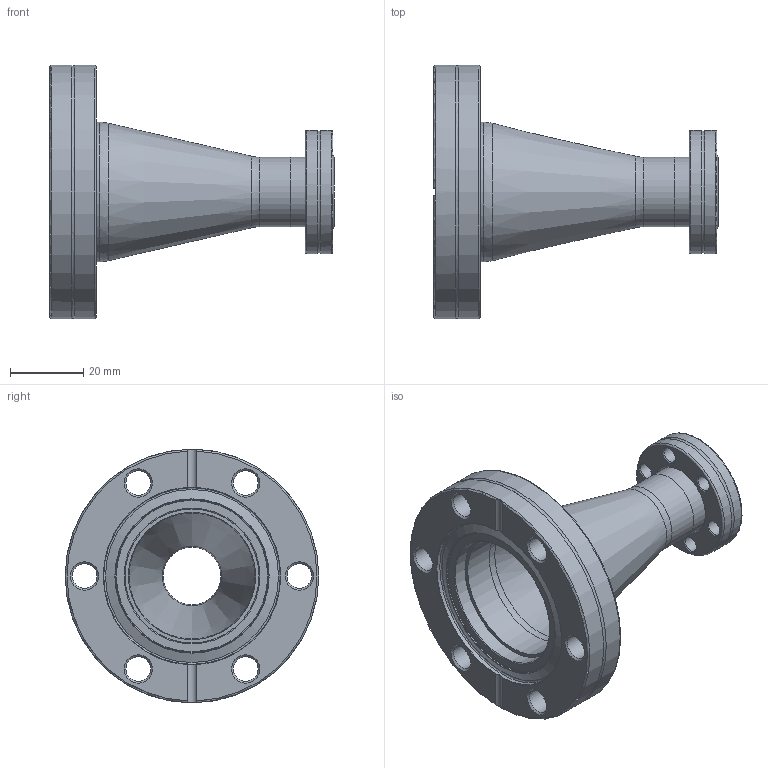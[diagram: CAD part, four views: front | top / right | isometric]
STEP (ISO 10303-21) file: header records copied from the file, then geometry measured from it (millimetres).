
FILE_DESCRIPTION (( 'STEP AP214' ), '1' );
FILE_NAME ('RC1CF4016RFULLVAC.STEP', '2025-01-15T16:34:27', ( '' ), ( '' ), 'SwSTEP 2.0', 'SolidWorks 2017', '' );
FILE_SCHEMA (( 'AUTOMOTIVE_DESIGN' ));
Length unit declared in the file: millimetre
Products named in the file (5): CF40; ADAPTBROT1616; CF16R; RC1CF4016RFULLVAC; RC4016-70
Assembly tree (4 placements, depth 2):
  RC1CF4016RFULLVAC
    RC4016-70
    ADAPTBROT1616
    CF40
    CF16R
Bounding box: 77.76 x 69.3 x 69.3 mm (x, y, z)
Volume: 43379.8 mm3; surface area: 25960.3 mm2
Topology: 4 solids, 4 shells, 107 faces, 242 edges, 145 vertices
Faces by surface type: cone 32, cylinder 31, torus 27, plane 13, bspline 4
Full cylindrical faces by diameter (mm): 4.37 x6, 6.73 x6, 15.75 x1, 16 x1, 19.05 x2, 19.41 x1, 21.29 x1, 21.41 x1, 33.7 x2, 34.8 x1, 36.6 x1, 38.1 x1, 38.35 x1, 48.26 x1, 69.3 x2
Entity records: 3301 total; most frequent: CARTESIAN_POINT 1066, DIRECTION 458, ORIENTED_EDGE 282, AXIS2_PLACEMENT_3D 226, EDGE_LOOP 226, FACE_OUTER_BOUND 160, EDGE_CURVE 141, VERTEX_POINT 129
